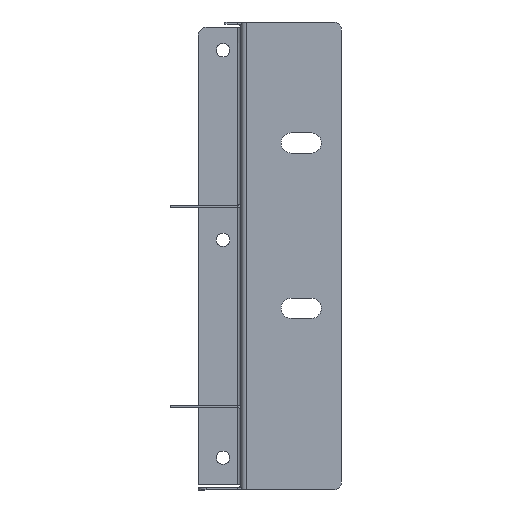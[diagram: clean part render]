
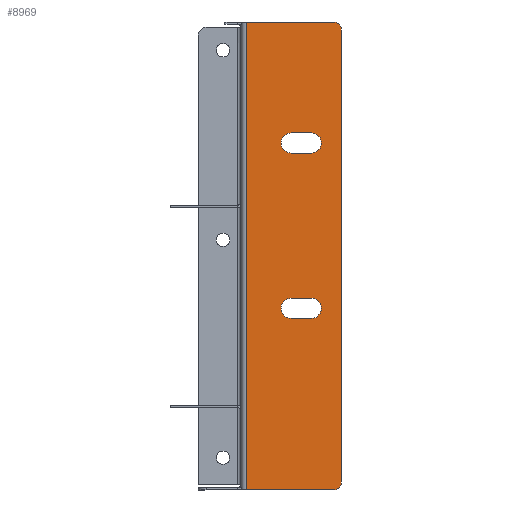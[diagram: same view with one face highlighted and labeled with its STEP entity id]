
A CAD part, front view. The second image highlights one B-rep face of the part: STEP entity #8969.
In plain terms, the highlighted planar face has unit normal (0, -1, 0).
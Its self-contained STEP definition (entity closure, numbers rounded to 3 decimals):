
#33 = FACE_BOUND ( 'NONE', #10813, .T. ) ;
#41 = ORIENTED_EDGE ( 'NONE', *, *, #240, .T. ) ;
#56 = AXIS2_PLACEMENT_3D ( 'NONE', #5451, #7822, #10548 ) ;
#119 = EDGE_CURVE ( 'NONE', #2959, #11497, #5775, .T. ) ;
#240 = EDGE_CURVE ( 'NONE', #6473, #15147, #8522, .T. ) ;
#310 = DIRECTION ( 'NONE',  ( 1., 0., 0. ) ) ;
#375 = DIRECTION ( 'NONE',  ( -1., 0., 0. ) ) ;
#531 = CARTESIAN_POINT ( 'NONE',  ( 0., -120., -15.5 ) ) ;
#614 = EDGE_CURVE ( 'NONE', #15232, #2959, #1563, .T. ) ;
#639 = CARTESIAN_POINT ( 'NONE',  ( 16.9, -120., -13. ) ) ;
#984 = CARTESIAN_POINT ( 'NONE',  ( 22.4, -120., 58. ) ) ;
#1057 = ORIENTED_EDGE ( 'NONE', *, *, #11329, .T. ) ;
#1115 = CIRCLE ( 'NONE', #5239, 2.5 ) ;
#1134 = DIRECTION ( 'NONE',  ( 0., 1., 0. ) ) ;
#1135 = DIRECTION ( 'NONE',  ( -1., 0., 0. ) ) ;
#1211 = CARTESIAN_POINT ( 'NONE',  ( 11.9, -120., -13. ) ) ;
#1563 = CIRCLE ( 'NONE', #8035, 2.5 ) ;
#1594 = EDGE_CURVE ( 'NONE', #11497, #6473, #14717, .T. ) ;
#1634 = AXIS2_PLACEMENT_3D ( 'NONE', #639, #14072, #5577 ) ;
#1741 = VERTEX_POINT ( 'NONE', #8349 ) ;
#1754 = CARTESIAN_POINT ( 'NONE',  ( 16.9, -120., 30.5 ) ) ;
#1860 = EDGE_CURVE ( 'NONE', #15147, #15232, #12948, .T. ) ;
#2054 = CARTESIAN_POINT ( 'NONE',  ( 0.737, -120., -58. ) ) ;
#2115 = ORIENTED_EDGE ( 'NONE', *, *, #11348, .T. ) ;
#2139 = ORIENTED_EDGE ( 'NONE', *, *, #119, .T. ) ;
#2189 = CARTESIAN_POINT ( 'NONE',  ( 11.9, -120., -10.5 ) ) ;
#2577 = VERTEX_POINT ( 'NONE', #7679 ) ;
#2785 = ORIENTED_EDGE ( 'NONE', *, *, #3839, .T. ) ;
#2786 = EDGE_LOOP ( 'NONE', ( #41, #6087, #3882, #2139, #4091 ) ) ;
#2959 = VERTEX_POINT ( 'NONE', #2967 ) ;
#2967 = CARTESIAN_POINT ( 'NONE',  ( 11.9, -120., 30.5 ) ) ;
#3025 = DIRECTION ( 'NONE',  ( 1., 0., 0. ) ) ;
#3169 = DIRECTION ( 'NONE',  ( -1., 0., 0. ) ) ;
#3442 = EDGE_CURVE ( 'NONE', #15381, #8946, #9183, .T. ) ;
#3448 = DIRECTION ( 'NONE',  ( 0., 1., 0. ) ) ;
#3593 = FACE_OUTER_BOUND ( 'NONE', #12192, .T. ) ;
#3693 = CARTESIAN_POINT ( 'NONE',  ( 0.737, -120., 58. ) ) ;
#3759 = CARTESIAN_POINT ( 'NONE',  ( 0., -120., 0. ) ) ;
#3805 = DIRECTION ( 'NONE',  ( 0., -1., 0. ) ) ;
#3839 = EDGE_CURVE ( 'NONE', #12287, #15381, #6859, .T. ) ;
#3882 = ORIENTED_EDGE ( 'NONE', *, *, #614, .T. ) ;
#3936 = CARTESIAN_POINT ( 'NONE',  ( 0.737, -120., 58. ) ) ;
#4054 = CARTESIAN_POINT ( 'NONE',  ( 22.4, -120., -56. ) ) ;
#4067 = VERTEX_POINT ( 'NONE', #3693 ) ;
#4091 = ORIENTED_EDGE ( 'NONE', *, *, #1594, .T. ) ;
#4314 = ORIENTED_EDGE ( 'NONE', *, *, #8874, .T. ) ;
#4697 = LINE ( 'NONE', #3936, #10153 ) ;
#4770 = AXIS2_PLACEMENT_3D ( 'NONE', #4054, #3805, #7550 ) ;
#4786 = VECTOR ( 'NONE', #9653, 1000. ) ;
#5239 = AXIS2_PLACEMENT_3D ( 'NONE', #1211, #9714, #1135 ) ;
#5285 = VERTEX_POINT ( 'NONE', #6820 ) ;
#5451 = CARTESIAN_POINT ( 'NONE',  ( 22.4, -120., 56. ) ) ;
#5577 = DIRECTION ( 'NONE',  ( -1., 0., 0. ) ) ;
#5593 = DIRECTION ( 'NONE',  ( 0., 1., 0. ) ) ;
#5595 = EDGE_CURVE ( 'NONE', #5285, #13565, #7594, .T. ) ;
#5634 = CARTESIAN_POINT ( 'NONE',  ( 0., -120., 58. ) ) ;
#5693 = CARTESIAN_POINT ( 'NONE',  ( 0., -120., 30.5 ) ) ;
#5775 = LINE ( 'NONE', #5693, #14856 ) ;
#6087 = ORIENTED_EDGE ( 'NONE', *, *, #1860, .T. ) ;
#6313 = CARTESIAN_POINT ( 'NONE',  ( 11.9, -120., 28. ) ) ;
#6473 = VERTEX_POINT ( 'NONE', #13862 ) ;
#6493 = VERTEX_POINT ( 'NONE', #984 ) ;
#6803 = LINE ( 'NONE', #10265, #6912 ) ;
#6820 = CARTESIAN_POINT ( 'NONE',  ( 16.9, -120., -10.5 ) ) ;
#6859 = CIRCLE ( 'NONE', #4770, 2. ) ;
#6912 = VECTOR ( 'NONE', #310, 1000. ) ;
#7015 = AXIS2_PLACEMENT_3D ( 'NONE', #6313, #9948, #8736 ) ;
#7208 = CARTESIAN_POINT ( 'NONE',  ( 11.9, -120., 28. ) ) ;
#7252 = PLANE ( 'NONE',  #10361 ) ;
#7353 = ORIENTED_EDGE ( 'NONE', *, *, #11367, .F. ) ;
#7484 = ORIENTED_EDGE ( 'NONE', *, *, #8688, .T. ) ;
#7522 = VECTOR ( 'NONE', #15412, 1000. ) ;
#7550 = DIRECTION ( 'NONE',  ( -1., 0., 0. ) ) ;
#7578 = DIRECTION ( 'NONE',  ( 1., 0., 0. ) ) ;
#7594 = CIRCLE ( 'NONE', #1634, 2.5 ) ;
#7650 = DIRECTION ( 'NONE',  ( 0., 0., 1. ) ) ;
#7670 = DIRECTION ( 'NONE',  ( 0., 0., 1. ) ) ;
#7679 = CARTESIAN_POINT ( 'NONE',  ( 9.4, -120., -13. ) ) ;
#7822 = DIRECTION ( 'NONE',  ( 0., -1., 0. ) ) ;
#8035 = AXIS2_PLACEMENT_3D ( 'NONE', #7208, #1134, #12136 ) ;
#8210 = ORIENTED_EDGE ( 'NONE', *, *, #5595, .T. ) ;
#8349 = CARTESIAN_POINT ( 'NONE',  ( 11.9, -120., -15.5 ) ) ;
#8522 = LINE ( 'NONE', #13369, #4786 ) ;
#8688 = EDGE_CURVE ( 'NONE', #13565, #1741, #8872, .T. ) ;
#8736 = DIRECTION ( 'NONE',  ( -1., 0., 0. ) ) ;
#8872 = LINE ( 'NONE', #531, #10089 ) ;
#8874 = EDGE_CURVE ( 'NONE', #6493, #4067, #10729, .T. ) ;
#8877 = DIRECTION ( 'NONE',  ( 0., 1., 0. ) ) ;
#8946 = VERTEX_POINT ( 'NONE', #15806 ) ;
#8969 = ADVANCED_FACE ( 'NONE', ( #33, #14518, #3593 ), #7252, .F. ) ;
#9183 = LINE ( 'NONE', #14105, #14325 ) ;
#9246 = CARTESIAN_POINT ( 'NONE',  ( 16.9, -120., -15.5 ) ) ;
#9253 = ORIENTED_EDGE ( 'NONE', *, *, #3442, .T. ) ;
#9269 = CARTESIAN_POINT ( 'NONE',  ( 11.9, -120., 25.5 ) ) ;
#9372 = VECTOR ( 'NONE', #7578, 1000. ) ;
#9653 = DIRECTION ( 'NONE',  ( -1., 0., 0. ) ) ;
#9714 = DIRECTION ( 'NONE',  ( 0., 1., 0. ) ) ;
#9832 = LINE ( 'NONE', #14759, #9372 ) ;
#9912 = DIRECTION ( 'NONE',  ( -1., 0., 0. ) ) ;
#9948 = DIRECTION ( 'NONE',  ( 0., 1., 0. ) ) ;
#10080 = DIRECTION ( 'NONE',  ( -1., 0., 0. ) ) ;
#10089 = VECTOR ( 'NONE', #375, 1000. ) ;
#10153 = VECTOR ( 'NONE', #7670, 1000. ) ;
#10265 = CARTESIAN_POINT ( 'NONE',  ( 0., -120., -10.5 ) ) ;
#10361 = AXIS2_PLACEMENT_3D ( 'NONE', #3759, #3448, #9912 ) ;
#10396 = CARTESIAN_POINT ( 'NONE',  ( 9.4, -120., 28. ) ) ;
#10548 = DIRECTION ( 'NONE',  ( -1., 0., 0. ) ) ;
#10729 = LINE ( 'NONE', #5634, #7522 ) ;
#10813 = EDGE_LOOP ( 'NONE', ( #7484, #1057, #2115, #11359, #8210 ) ) ;
#10874 = CARTESIAN_POINT ( 'NONE',  ( 24.4, -120., -56. ) ) ;
#11271 = VERTEX_POINT ( 'NONE', #2189 ) ;
#11329 = EDGE_CURVE ( 'NONE', #1741, #2577, #1115, .T. ) ;
#11348 = EDGE_CURVE ( 'NONE', #2577, #11271, #15046, .T. ) ;
#11359 = ORIENTED_EDGE ( 'NONE', *, *, #13927, .T. ) ;
#11367 = EDGE_CURVE ( 'NONE', #12110, #4067, #4697, .T. ) ;
#11497 = VERTEX_POINT ( 'NONE', #1754 ) ;
#11753 = CARTESIAN_POINT ( 'NONE',  ( 16.9, -120., 28. ) ) ;
#11775 = EDGE_CURVE ( 'NONE', #12110, #12287, #9832, .T. ) ;
#11854 = EDGE_CURVE ( 'NONE', #8946, #6493, #13755, .T. ) ;
#12110 = VERTEX_POINT ( 'NONE', #2054 ) ;
#12136 = DIRECTION ( 'NONE',  ( -1., 0., 0. ) ) ;
#12192 = EDGE_LOOP ( 'NONE', ( #9253, #13576, #4314, #7353, #14266, #2785 ) ) ;
#12287 = VERTEX_POINT ( 'NONE', #14090 ) ;
#12948 = CIRCLE ( 'NONE', #7015, 2.5 ) ;
#13016 = AXIS2_PLACEMENT_3D ( 'NONE', #14555, #8877, #10080 ) ;
#13369 = CARTESIAN_POINT ( 'NONE',  ( 0., -120., 25.5 ) ) ;
#13427 = AXIS2_PLACEMENT_3D ( 'NONE', #11753, #5593, #3169 ) ;
#13565 = VERTEX_POINT ( 'NONE', #9246 ) ;
#13576 = ORIENTED_EDGE ( 'NONE', *, *, #11854, .T. ) ;
#13755 = CIRCLE ( 'NONE', #56, 2. ) ;
#13862 = CARTESIAN_POINT ( 'NONE',  ( 16.9, -120., 25.5 ) ) ;
#13927 = EDGE_CURVE ( 'NONE', #11271, #5285, #6803, .T. ) ;
#14072 = DIRECTION ( 'NONE',  ( 0., 1., 0. ) ) ;
#14090 = CARTESIAN_POINT ( 'NONE',  ( 22.4, -120., -58. ) ) ;
#14105 = CARTESIAN_POINT ( 'NONE',  ( 24.4, -120., 0. ) ) ;
#14266 = ORIENTED_EDGE ( 'NONE', *, *, #11775, .T. ) ;
#14325 = VECTOR ( 'NONE', #7650, 1000. ) ;
#14518 = FACE_BOUND ( 'NONE', #2786, .T. ) ;
#14555 = CARTESIAN_POINT ( 'NONE',  ( 11.9, -120., -13. ) ) ;
#14717 = CIRCLE ( 'NONE', #13427, 2.5 ) ;
#14759 = CARTESIAN_POINT ( 'NONE',  ( 0., -120., -58. ) ) ;
#14856 = VECTOR ( 'NONE', #3025, 1000. ) ;
#15046 = CIRCLE ( 'NONE', #13016, 2.5 ) ;
#15147 = VERTEX_POINT ( 'NONE', #9269 ) ;
#15232 = VERTEX_POINT ( 'NONE', #10396 ) ;
#15381 = VERTEX_POINT ( 'NONE', #10874 ) ;
#15412 = DIRECTION ( 'NONE',  ( -1., 0., 0. ) ) ;
#15806 = CARTESIAN_POINT ( 'NONE',  ( 24.4, -120., 56. ) ) ;
